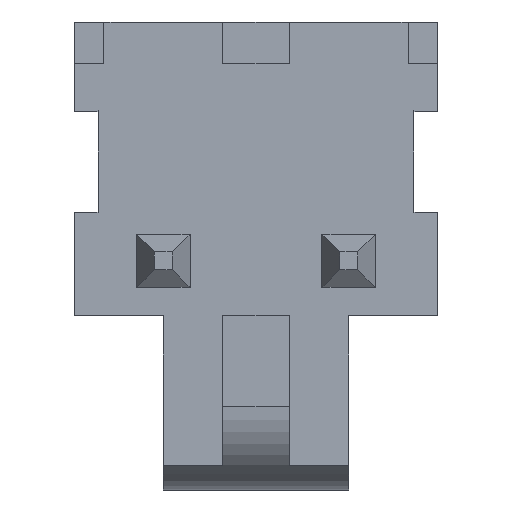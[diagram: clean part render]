
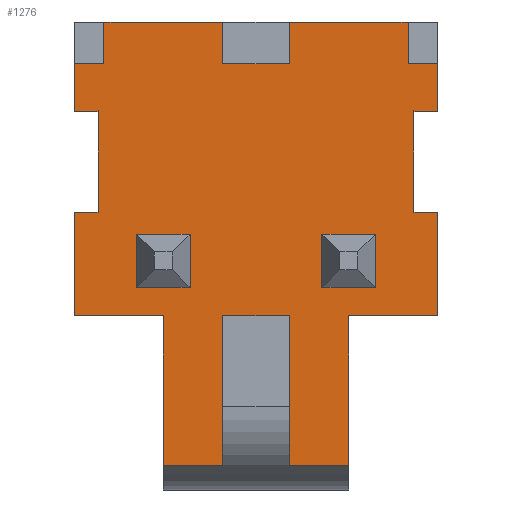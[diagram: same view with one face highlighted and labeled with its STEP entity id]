
A CAD part, front view. The second image highlights one B-rep face of the part: STEP entity #1276.
In plain terms, the highlighted planar face has unit normal (0, -1, 0).
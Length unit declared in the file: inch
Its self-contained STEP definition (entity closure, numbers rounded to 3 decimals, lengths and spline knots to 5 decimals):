
#37=DIRECTION('',(0.,0.,-1.));
#38=VECTOR('',#37,0.04074);
#39=CARTESIAN_POINT('',(-0.153,-0.055,0.08875));
#40=LINE('',#39,#38);
#45=DIRECTION('',(0.,0.,-1.));
#46=VECTOR('',#45,0.0875);
#47=CARTESIAN_POINT('',(-0.153,-0.055,-0.03625));
#48=LINE('',#47,#46);
#57=DIRECTION('',(0.,0.,-1.));
#58=VECTOR('',#57,0.045);
#59=CARTESIAN_POINT('',(0.0555,-0.055,-0.05475));
#60=LINE('',#59,#58);
#61=DIRECTION('',(1.,0.,0.));
#62=VECTOR('',#61,0.045);
#63=CARTESIAN_POINT('',(0.0555,-0.055,-0.09975));
#64=LINE('',#63,#62);
#65=DIRECTION('',(0.,0.,-1.));
#66=VECTOR('',#65,0.045);
#67=CARTESIAN_POINT('',(0.1005,-0.055,-0.05475));
#68=LINE('',#67,#66);
#69=DIRECTION('',(1.,0.,0.));
#70=VECTOR('',#69,0.045);
#71=CARTESIAN_POINT('',(0.0555,-0.055,-0.05475));
#72=LINE('',#71,#70);
#73=DIRECTION('',(0.,0.,-1.));
#74=VECTOR('',#73,0.045);
#75=CARTESIAN_POINT('',(-0.1005,-0.055,-0.05475));
#76=LINE('',#75,#74);
#77=DIRECTION('',(1.,0.,0.));
#78=VECTOR('',#77,0.045);
#79=CARTESIAN_POINT('',(-0.1005,-0.055,-0.09975));
#80=LINE('',#79,#78);
#81=DIRECTION('',(0.,0.,-1.));
#82=VECTOR('',#81,0.045);
#83=CARTESIAN_POINT('',(-0.0555,-0.055,-0.05475));
#84=LINE('',#83,#82);
#85=DIRECTION('',(1.,0.,0.));
#86=VECTOR('',#85,0.045);
#87=CARTESIAN_POINT('',(-0.1005,-0.055,-0.05475));
#88=LINE('',#87,#86);
#89=DIRECTION('',(1.,0.,0.));
#90=VECTOR('',#89,0.02);
#91=CARTESIAN_POINT('',(-0.153,-0.055,0.04801));
#92=LINE('',#91,#90);
#93=DIRECTION('',(1.,0.,0.));
#94=VECTOR('',#93,0.025);
#95=CARTESIAN_POINT('',(-0.153,-0.055,0.08875));
#96=LINE('',#95,#94);
#97=DIRECTION('',(0.,0.,-1.));
#98=VECTOR('',#97,0.035);
#99=CARTESIAN_POINT('',(-0.028,-0.055,0.12375));
#100=LINE('',#99,#98);
#101=DIRECTION('',(1.,0.,0.));
#102=VECTOR('',#101,0.056);
#103=CARTESIAN_POINT('',(-0.028,-0.055,0.08875));
#104=LINE('',#103,#102);
#105=DIRECTION('',(0.,0.,-1.));
#106=VECTOR('',#105,0.035);
#107=CARTESIAN_POINT('',(0.128,-0.055,0.12375));
#108=LINE('',#107,#106);
#109=DIRECTION('',(1.,0.,0.));
#110=VECTOR('',#109,0.025);
#111=CARTESIAN_POINT('',(0.128,-0.055,0.08875));
#112=LINE('',#111,#110);
#113=DIRECTION('',(-1.,0.,0.));
#114=VECTOR('',#113,0.02);
#115=CARTESIAN_POINT('',(0.153,-0.055,0.04801));
#116=LINE('',#115,#114);
#117=DIRECTION('',(0.,0.,1.));
#118=VECTOR('',#117,0.08426);
#119=CARTESIAN_POINT('',(0.133,-0.055,-0.03625));
#120=LINE('',#119,#118);
#121=DIRECTION('',(-1.,0.,0.));
#122=VECTOR('',#121,0.02);
#123=CARTESIAN_POINT('',(0.153,-0.055,-0.03625));
#124=LINE('',#123,#122);
#125=DIRECTION('',(1.,0.,0.));
#126=VECTOR('',#125,0.05);
#127=CARTESIAN_POINT('',(0.028,-0.055,-0.24924));
#128=LINE('',#127,#126);
#129=DIRECTION('',(1.,0.,0.));
#130=VECTOR('',#129,0.056);
#131=CARTESIAN_POINT('',(-0.028,-0.055,-0.12375));
#132=LINE('',#131,#130);
#133=DIRECTION('',(0.,0.,-1.));
#134=VECTOR('',#133,0.12549);
#135=CARTESIAN_POINT('',(-0.028,-0.055,-0.12375));
#136=LINE('',#135,#134);
#137=DIRECTION('',(1.,0.,0.));
#138=VECTOR('',#137,0.05);
#139=CARTESIAN_POINT('',(-0.078,-0.055,-0.24924));
#140=LINE('',#139,#138);
#141=DIRECTION('',(1.,0.,0.));
#142=VECTOR('',#141,0.02);
#143=CARTESIAN_POINT('',(-0.153,-0.055,-0.03625));
#144=LINE('',#143,#142);
#145=DIRECTION('',(0.,0.,-1.));
#146=VECTOR('',#145,0.08426);
#147=CARTESIAN_POINT('',(-0.133,-0.055,0.04801));
#148=LINE('',#147,#146);
#485=DIRECTION('',(1.,0.,0.));
#486=VECTOR('',#485,0.075);
#487=CARTESIAN_POINT('',(0.078,-0.055,-0.12375));
#488=LINE('',#487,#486);
#493=DIRECTION('',(1.,0.,0.));
#494=VECTOR('',#493,0.075);
#495=CARTESIAN_POINT('',(-0.153,-0.055,-0.12375));
#496=LINE('',#495,#494);
#497=DIRECTION('',(0.,0.,-1.));
#498=VECTOR('',#497,0.12549);
#499=CARTESIAN_POINT('',(0.078,-0.055,-0.12375));
#500=LINE('',#499,#498);
#558=DIRECTION('',(0.,0.,-1.));
#559=VECTOR('',#558,0.12549);
#560=CARTESIAN_POINT('',(-0.078,-0.055,-0.12375));
#561=LINE('',#560,#559);
#692=DIRECTION('',(0.,0.,-1.));
#693=VECTOR('',#692,0.0875);
#694=CARTESIAN_POINT('',(0.153,-0.055,-0.03625));
#695=LINE('',#694,#693);
#700=DIRECTION('',(0.,0.,-1.));
#701=VECTOR('',#700,0.04074);
#702=CARTESIAN_POINT('',(0.153,-0.055,0.08875));
#703=LINE('',#702,#701);
#756=DIRECTION('',(-1.,0.,0.));
#757=VECTOR('',#756,0.1);
#758=CARTESIAN_POINT('',(0.128,-0.055,0.12375));
#759=LINE('',#758,#757);
#768=DIRECTION('',(-1.,0.,0.));
#769=VECTOR('',#768,0.1);
#770=CARTESIAN_POINT('',(-0.028,-0.055,0.12375));
#771=LINE('',#770,#769);
#772=DIRECTION('',(0.,0.,-1.));
#773=VECTOR('',#772,0.035);
#774=CARTESIAN_POINT('',(-0.128,-0.055,0.12375));
#775=LINE('',#774,#773);
#792=DIRECTION('',(0.,0.,-1.));
#793=VECTOR('',#792,0.035);
#794=CARTESIAN_POINT('',(0.028,-0.055,0.12375));
#795=LINE('',#794,#793);
#796=DIRECTION('',(0.,0.,-1.));
#797=VECTOR('',#796,0.12549);
#798=CARTESIAN_POINT('',(0.028,-0.055,-0.12375));
#799=LINE('',#798,#797);
#873=CARTESIAN_POINT('',(-0.153,-0.055,0.08875));
#874=VERTEX_POINT('',#873);
#875=CARTESIAN_POINT('',(-0.153,-0.055,-0.12375));
#877=VERTEX_POINT('',#875);
#887=CARTESIAN_POINT('',(0.153,-0.055,0.08875));
#888=VERTEX_POINT('',#887);
#889=CARTESIAN_POINT('',(0.153,-0.055,-0.12375));
#891=VERTEX_POINT('',#889);
#901=CARTESIAN_POINT('',(0.028,-0.055,0.08875));
#902=VERTEX_POINT('',#901);
#903=CARTESIAN_POINT('',(0.128,-0.055,0.08875));
#904=VERTEX_POINT('',#903);
#905=CARTESIAN_POINT('',(0.028,-0.055,0.12375));
#906=VERTEX_POINT('',#905);
#907=CARTESIAN_POINT('',(0.128,-0.055,0.12375));
#908=VERTEX_POINT('',#907);
#969=CARTESIAN_POINT('',(0.0555,-0.055,-0.05475));
#970=CARTESIAN_POINT('',(0.0555,-0.055,-0.09975));
#971=VERTEX_POINT('',#969);
#972=VERTEX_POINT('',#970);
#973=CARTESIAN_POINT('',(0.1005,-0.055,-0.05475));
#974=CARTESIAN_POINT('',(0.1005,-0.055,-0.09975));
#975=VERTEX_POINT('',#973);
#976=VERTEX_POINT('',#974);
#985=CARTESIAN_POINT('',(-0.153,-0.055,-0.03625));
#987=VERTEX_POINT('',#985);
#989=CARTESIAN_POINT('',(0.153,-0.055,-0.03625));
#991=VERTEX_POINT('',#989);
#993=CARTESIAN_POINT('',(-0.133,-0.055,-0.03625));
#994=VERTEX_POINT('',#993);
#995=CARTESIAN_POINT('',(0.133,-0.055,-0.03625));
#996=VERTEX_POINT('',#995);
#1001=CARTESIAN_POINT('',(-0.153,-0.055,0.04801));
#1003=VERTEX_POINT('',#1001);
#1005=CARTESIAN_POINT('',(0.153,-0.055,0.04801));
#1007=VERTEX_POINT('',#1005);
#1009=CARTESIAN_POINT('',(-0.133,-0.055,0.04801));
#1010=VERTEX_POINT('',#1009);
#1011=CARTESIAN_POINT('',(0.133,-0.055,0.04801));
#1012=VERTEX_POINT('',#1011);
#1017=CARTESIAN_POINT('',(0.078,-0.055,-0.12375));
#1018=CARTESIAN_POINT('',(0.078,-0.055,-0.24924));
#1019=VERTEX_POINT('',#1017);
#1020=VERTEX_POINT('',#1018);
#1025=CARTESIAN_POINT('',(0.028,-0.055,-0.12375));
#1026=VERTEX_POINT('',#1025);
#1027=CARTESIAN_POINT('',(0.028,-0.055,-0.24924));
#1028=VERTEX_POINT('',#1027);
#1069=CARTESIAN_POINT('',(-0.128,-0.055,0.08875));
#1070=VERTEX_POINT('',#1069);
#1071=CARTESIAN_POINT('',(-0.028,-0.055,0.08875));
#1072=VERTEX_POINT('',#1071);
#1077=CARTESIAN_POINT('',(-0.028,-0.055,-0.12375));
#1078=VERTEX_POINT('',#1077);
#1079=CARTESIAN_POINT('',(-0.028,-0.055,-0.24924));
#1080=VERTEX_POINT('',#1079);
#1081=CARTESIAN_POINT('',(-0.078,-0.055,-0.24924));
#1082=VERTEX_POINT('',#1081);
#1083=CARTESIAN_POINT('',(-0.128,-0.055,0.12375));
#1084=VERTEX_POINT('',#1083);
#1085=CARTESIAN_POINT('',(-0.028,-0.055,0.12375));
#1086=VERTEX_POINT('',#1085);
#1087=CARTESIAN_POINT('',(-0.1005,-0.055,-0.05475));
#1088=CARTESIAN_POINT('',(-0.1005,-0.055,-0.09975));
#1089=VERTEX_POINT('',#1087);
#1090=VERTEX_POINT('',#1088);
#1091=CARTESIAN_POINT('',(-0.0555,-0.055,-0.05475));
#1092=CARTESIAN_POINT('',(-0.0555,-0.055,-0.09975));
#1093=VERTEX_POINT('',#1091);
#1094=VERTEX_POINT('',#1092);
#1135=CARTESIAN_POINT('',(-0.078,-0.055,-0.12375));
#1136=VERTEX_POINT('',#1135);
#1196=CARTESIAN_POINT('',(-0.153,-0.055,0.08875));
#1197=DIRECTION('',(0.,-1.,0.));
#1198=DIRECTION('',(0.,0.,-1.));
#1199=AXIS2_PLACEMENT_3D('',#1196,#1197,#1198);
#1200=PLANE('',#1199);
#1201=ORIENTED_EDGE('',*,*,#1187,.F.);
#1202=ORIENTED_EDGE('',*,*,#1160,.F.);
#1204=ORIENTED_EDGE('',*,*,#1203,.T.);
#1206=ORIENTED_EDGE('',*,*,#1205,.F.);
#1208=ORIENTED_EDGE('',*,*,#1207,.F.);
#1210=ORIENTED_EDGE('',*,*,#1209,.T.);
#1212=ORIENTED_EDGE('',*,*,#1211,.T.);
#1214=ORIENTED_EDGE('',*,*,#1213,.F.);
#1216=ORIENTED_EDGE('',*,*,#1215,.F.);
#1218=ORIENTED_EDGE('',*,*,#1217,.T.);
#1220=ORIENTED_EDGE('',*,*,#1219,.T.);
#1222=ORIENTED_EDGE('',*,*,#1221,.T.);
#1224=ORIENTED_EDGE('',*,*,#1223,.T.);
#1226=ORIENTED_EDGE('',*,*,#1225,.F.);
#1228=ORIENTED_EDGE('',*,*,#1227,.F.);
#1230=ORIENTED_EDGE('',*,*,#1229,.T.);
#1232=ORIENTED_EDGE('',*,*,#1231,.F.);
#1234=ORIENTED_EDGE('',*,*,#1233,.T.);
#1236=ORIENTED_EDGE('',*,*,#1235,.F.);
#1238=ORIENTED_EDGE('',*,*,#1237,.F.);
#1240=ORIENTED_EDGE('',*,*,#1239,.F.);
#1242=ORIENTED_EDGE('',*,*,#1241,.T.);
#1244=ORIENTED_EDGE('',*,*,#1243,.F.);
#1246=ORIENTED_EDGE('',*,*,#1245,.F.);
#1248=ORIENTED_EDGE('',*,*,#1247,.F.);
#1249=ORIENTED_EDGE('',*,*,#1172,.F.);
#1251=ORIENTED_EDGE('',*,*,#1250,.T.);
#1253=ORIENTED_EDGE('',*,*,#1252,.F.);
#1254=EDGE_LOOP('',(#1201,#1202,#1204,#1206,#1208,#1210,#1212,#1214,#1216,#1218,
#1220,#1222,#1224,#1226,#1228,#1230,#1232,#1234,#1236,#1238,#1240,#1242,#1244,
#1246,#1248,#1249,#1251,#1253));
#1255=FACE_OUTER_BOUND('',#1254,.F.);
#1257=ORIENTED_EDGE('',*,*,#1256,.T.);
#1259=ORIENTED_EDGE('',*,*,#1258,.T.);
#1261=ORIENTED_EDGE('',*,*,#1260,.F.);
#1263=ORIENTED_EDGE('',*,*,#1262,.F.);
#1264=EDGE_LOOP('',(#1257,#1259,#1261,#1263));
#1265=FACE_BOUND('',#1264,.F.);
#1267=ORIENTED_EDGE('',*,*,#1266,.T.);
#1269=ORIENTED_EDGE('',*,*,#1268,.T.);
#1271=ORIENTED_EDGE('',*,*,#1270,.F.);
#1273=ORIENTED_EDGE('',*,*,#1272,.F.);
#1274=EDGE_LOOP('',(#1267,#1269,#1271,#1273));
#1275=FACE_BOUND('',#1274,.F.);
#1276=ADVANCED_FACE('',(#1255,#1265,#1275),#1200,.T.);
#1160=EDGE_CURVE('',#874,#1003,#40,.T.);
#1172=EDGE_CURVE('',#987,#877,#48,.T.);
#1187=EDGE_CURVE('',#1003,#1010,#92,.T.);
#1203=EDGE_CURVE('',#874,#1070,#96,.T.);
#1205=EDGE_CURVE('',#1084,#1070,#775,.T.);
#1207=EDGE_CURVE('',#1086,#1084,#771,.T.);
#1209=EDGE_CURVE('',#1086,#1072,#100,.T.);
#1211=EDGE_CURVE('',#1072,#902,#104,.T.);
#1213=EDGE_CURVE('',#906,#902,#795,.T.);
#1215=EDGE_CURVE('',#908,#906,#759,.T.);
#1217=EDGE_CURVE('',#908,#904,#108,.T.);
#1219=EDGE_CURVE('',#904,#888,#112,.T.);
#1221=EDGE_CURVE('',#888,#1007,#703,.T.);
#1223=EDGE_CURVE('',#1007,#1012,#116,.T.);
#1225=EDGE_CURVE('',#996,#1012,#120,.T.);
#1227=EDGE_CURVE('',#991,#996,#124,.T.);
#1229=EDGE_CURVE('',#991,#891,#695,.T.);
#1231=EDGE_CURVE('',#1019,#891,#488,.T.);
#1233=EDGE_CURVE('',#1019,#1020,#500,.T.);
#1235=EDGE_CURVE('',#1028,#1020,#128,.T.);
#1237=EDGE_CURVE('',#1026,#1028,#799,.T.);
#1239=EDGE_CURVE('',#1078,#1026,#132,.T.);
#1241=EDGE_CURVE('',#1078,#1080,#136,.T.);
#1243=EDGE_CURVE('',#1082,#1080,#140,.T.);
#1245=EDGE_CURVE('',#1136,#1082,#561,.T.);
#1247=EDGE_CURVE('',#877,#1136,#496,.T.);
#1250=EDGE_CURVE('',#987,#994,#144,.T.);
#1252=EDGE_CURVE('',#1010,#994,#148,.T.);
#1256=EDGE_CURVE('',#1089,#1090,#76,.T.);
#1258=EDGE_CURVE('',#1090,#1094,#80,.T.);
#1260=EDGE_CURVE('',#1093,#1094,#84,.T.);
#1262=EDGE_CURVE('',#1089,#1093,#88,.T.);
#1266=EDGE_CURVE('',#971,#972,#60,.T.);
#1268=EDGE_CURVE('',#972,#976,#64,.T.);
#1270=EDGE_CURVE('',#975,#976,#68,.T.);
#1272=EDGE_CURVE('',#971,#975,#72,.T.);
